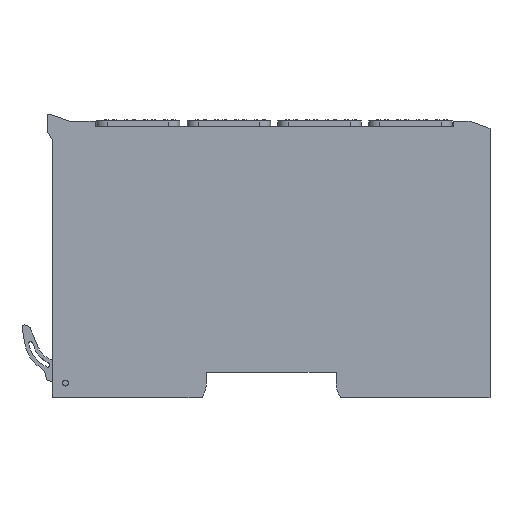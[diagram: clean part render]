
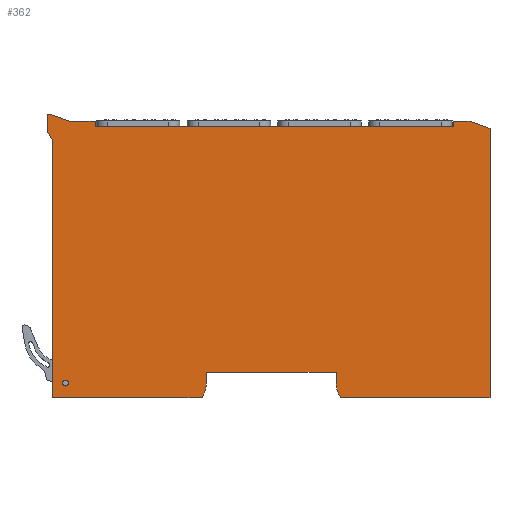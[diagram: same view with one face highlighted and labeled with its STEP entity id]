
A CAD part, left-side view. The second image highlights one B-rep face of the part: STEP entity #362.
In plain terms, the highlighted planar face has unit normal (-1, 0, 0).
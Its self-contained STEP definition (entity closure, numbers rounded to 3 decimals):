
#61=AXIS2_PLACEMENT_3D('Circle Axis2P3D',#59,#60,$) ;
#86=AXIS2_PLACEMENT_3D('Circle Axis2P3D',#84,#85,$) ;
#174=AXIS2_PLACEMENT_3D('Plane Axis2P3D',#171,#172,#173) ;
#276=AXIS2_PLACEMENT_3D('Circle Axis2P3D',#274,#275,$) ;
#304=AXIS2_PLACEMENT_3D('Circle Axis2P3D',#302,#303,$) ;
#42=CARTESIAN_POINT('Vertex',(0.,115.2,4.)) ;
#56=CARTESIAN_POINT('Vertex',(0.,116.8,4.)) ;
#59=CARTESIAN_POINT('Axis2P3D Location',(0.,116.,4.)) ;
#84=CARTESIAN_POINT('Axis2P3D Location',(0.,116.,4.)) ;
#171=CARTESIAN_POINT('Axis2P3D Location',(0.,0.,75.55)) ;
#176=CARTESIAN_POINT('Line Origine',(0.,10.,74.8)) ;
#180=CARTESIAN_POINT('Vertex',(0.,10.,75.55)) ;
#182=CARTESIAN_POINT('Vertex',(0.,10.,74.05)) ;
#185=CARTESIAN_POINT('Line Origine',(0.,58.95,74.05)) ;
#189=CARTESIAN_POINT('Vertex',(0.,107.9,74.05)) ;
#192=CARTESIAN_POINT('Line Origine',(0.,107.9,74.8)) ;
#196=CARTESIAN_POINT('Vertex',(0.,107.9,75.55)) ;
#199=CARTESIAN_POINT('Line Origine',(0.,111.405,75.55)) ;
#203=CARTESIAN_POINT('Vertex',(0.,114.91,75.55)) ;
#206=CARTESIAN_POINT('Line Origine',(0.,117.52,76.5)) ;
#210=CARTESIAN_POINT('Vertex',(0.,120.13,77.45)) ;
#213=CARTESIAN_POINT('Line Origine',(0.,120.415,77.45)) ;
#217=CARTESIAN_POINT('Vertex',(0.,120.7,77.45)) ;
#221=CARTESIAN_POINT('Control Point',(0.,121.,77.15)) ;
#222=CARTESIAN_POINT('Control Point',(0.,121.,77.187)) ;
#223=CARTESIAN_POINT('Control Point',(0.,120.994,77.225)) ;
#224=CARTESIAN_POINT('Control Point',(0.,120.982,77.263)) ;
#225=CARTESIAN_POINT('Control Point',(0.,120.947,77.33)) ;
#226=CARTESIAN_POINT('Control Point',(0.,120.894,77.383)) ;
#227=CARTESIAN_POINT('Control Point',(0.,120.861,77.407)) ;
#228=CARTESIAN_POINT('Control Point',(0.,120.811,77.433)) ;
#229=CARTESIAN_POINT('Control Point',(0.,120.756,77.446)) ;
#230=CARTESIAN_POINT('Control Point',(0.,120.737,77.449)) ;
#231=CARTESIAN_POINT('Control Point',(0.,120.719,77.45)) ;
#232=CARTESIAN_POINT('Control Point',(0.,120.7,77.45)) ;
#233=CARTESIAN_POINT('Vertex',(0.,121.,77.15)) ;
#236=CARTESIAN_POINT('Line Origine',(0.,121.,75.089)) ;
#240=CARTESIAN_POINT('Vertex',(0.,121.,73.028)) ;
#244=CARTESIAN_POINT('Control Point',(0.,120.96,72.878)) ;
#245=CARTESIAN_POINT('Control Point',(0.,120.975,72.905)) ;
#246=CARTESIAN_POINT('Control Point',(0.,120.987,72.934)) ;
#247=CARTESIAN_POINT('Control Point',(0.,120.996,72.966)) ;
#248=CARTESIAN_POINT('Control Point',(0.,121.,72.997)) ;
#249=CARTESIAN_POINT('Control Point',(0.,121.,73.028)) ;
#250=CARTESIAN_POINT('Vertex',(0.,120.96,72.878)) ;
#253=CARTESIAN_POINT('Line Origine',(0.,120.23,71.614)) ;
#257=CARTESIAN_POINT('Vertex',(0.,119.5,70.35)) ;
#260=CARTESIAN_POINT('Line Origine',(0.,119.5,35.175)) ;
#264=CARTESIAN_POINT('Vertex',(0.,119.5,0.)) ;
#267=CARTESIAN_POINT('Line Origine',(0.,99.095,0.)) ;
#271=CARTESIAN_POINT('Vertex',(0.,78.69,0.)) ;
#274=CARTESIAN_POINT('Axis2P3D Location',(0.,84.95,4.13)) ;
#278=CARTESIAN_POINT('Vertex',(0.,77.45,4.13)) ;
#281=CARTESIAN_POINT('Line Origine',(0.,77.45,5.565)) ;
#285=CARTESIAN_POINT('Vertex',(0.,77.45,7.)) ;
#288=CARTESIAN_POINT('Line Origine',(0.,59.75,7.)) ;
#292=CARTESIAN_POINT('Vertex',(0.,42.05,7.)) ;
#295=CARTESIAN_POINT('Line Origine',(0.,42.05,5.565)) ;
#299=CARTESIAN_POINT('Vertex',(0.,42.05,4.13)) ;
#302=CARTESIAN_POINT('Axis2P3D Location',(0.,34.55,4.13)) ;
#306=CARTESIAN_POINT('Vertex',(0.,40.81,0.)) ;
#309=CARTESIAN_POINT('Line Origine',(0.,20.405,0.)) ;
#313=CARTESIAN_POINT('Vertex',(0.,0.,0.)) ;
#316=CARTESIAN_POINT('Line Origine',(0.,0.,36.783)) ;
#320=CARTESIAN_POINT('Vertex',(0.,0.,73.566)) ;
#323=CARTESIAN_POINT('Line Origine',(0.,2.725,74.558)) ;
#327=CARTESIAN_POINT('Vertex',(0.,5.45,75.55)) ;
#330=CARTESIAN_POINT('Line Origine',(0.,7.725,75.55)) ;
#60=DIRECTION('Axis2P3D Direction',(-1.,-0.,0.)) ;
#85=DIRECTION('Axis2P3D Direction',(-1.,0.,0.)) ;
#172=DIRECTION('Axis2P3D Direction',(-1.,0.,0.)) ;
#173=DIRECTION('Axis2P3D XDirection',(0.,0.,1.)) ;
#177=DIRECTION('Vector Direction',(0.,0.,-1.)) ;
#186=DIRECTION('Vector Direction',(0.,1.,0.)) ;
#193=DIRECTION('Vector Direction',(0.,0.,1.)) ;
#200=DIRECTION('Vector Direction',(0.,1.,0.)) ;
#207=DIRECTION('Vector Direction',(0.,-0.94,-0.342)) ;
#214=DIRECTION('Vector Direction',(0.,-1.,0.)) ;
#237=DIRECTION('Vector Direction',(0.,0.,1.)) ;
#254=DIRECTION('Vector Direction',(0.,0.5,0.866)) ;
#261=DIRECTION('Vector Direction',(0.,0.,-1.)) ;
#268=DIRECTION('Vector Direction',(0.,1.,0.)) ;
#275=DIRECTION('Axis2P3D Direction',(-1.,0.,0.)) ;
#282=DIRECTION('Vector Direction',(0.,0.,1.)) ;
#289=DIRECTION('Vector Direction',(0.,-1.,0.)) ;
#296=DIRECTION('Vector Direction',(0.,0.,-1.)) ;
#303=DIRECTION('Axis2P3D Direction',(-1.,0.,0.)) ;
#310=DIRECTION('Vector Direction',(0.,1.,0.)) ;
#317=DIRECTION('Vector Direction',(0.,0.,1.)) ;
#324=DIRECTION('Vector Direction',(0.,0.94,0.342)) ;
#331=DIRECTION('Vector Direction',(0.,1.,0.)) ;
#178=VECTOR('Line Direction',#177,1.) ;
#187=VECTOR('Line Direction',#186,1.) ;
#194=VECTOR('Line Direction',#193,1.) ;
#201=VECTOR('Line Direction',#200,1.) ;
#208=VECTOR('Line Direction',#207,1.) ;
#215=VECTOR('Line Direction',#214,1.) ;
#238=VECTOR('Line Direction',#237,1.) ;
#255=VECTOR('Line Direction',#254,1.) ;
#262=VECTOR('Line Direction',#261,1.) ;
#269=VECTOR('Line Direction',#268,1.) ;
#283=VECTOR('Line Direction',#282,1.) ;
#290=VECTOR('Line Direction',#289,1.) ;
#297=VECTOR('Line Direction',#296,1.) ;
#311=VECTOR('Line Direction',#310,1.) ;
#318=VECTOR('Line Direction',#317,1.) ;
#325=VECTOR('Line Direction',#324,1.) ;
#332=VECTOR('Line Direction',#331,1.) ;
#336=ORIENTED_EDGE('',*,*,#184,.T.) ;
#337=ORIENTED_EDGE('',*,*,#191,.T.) ;
#338=ORIENTED_EDGE('',*,*,#198,.T.) ;
#339=ORIENTED_EDGE('',*,*,#205,.T.) ;
#340=ORIENTED_EDGE('',*,*,#212,.F.) ;
#341=ORIENTED_EDGE('',*,*,#219,.F.) ;
#342=ORIENTED_EDGE('',*,*,#235,.F.) ;
#343=ORIENTED_EDGE('',*,*,#242,.F.) ;
#344=ORIENTED_EDGE('',*,*,#252,.F.) ;
#345=ORIENTED_EDGE('',*,*,#259,.F.) ;
#346=ORIENTED_EDGE('',*,*,#266,.T.) ;
#347=ORIENTED_EDGE('',*,*,#273,.F.) ;
#348=ORIENTED_EDGE('',*,*,#280,.T.) ;
#349=ORIENTED_EDGE('',*,*,#287,.T.) ;
#350=ORIENTED_EDGE('',*,*,#294,.T.) ;
#351=ORIENTED_EDGE('',*,*,#301,.T.) ;
#352=ORIENTED_EDGE('',*,*,#308,.T.) ;
#353=ORIENTED_EDGE('',*,*,#315,.F.) ;
#354=ORIENTED_EDGE('',*,*,#322,.T.) ;
#355=ORIENTED_EDGE('',*,*,#329,.T.) ;
#356=ORIENTED_EDGE('',*,*,#334,.T.) ;
#359=ORIENTED_EDGE('',*,*,#88,.T.) ;
#360=ORIENTED_EDGE('',*,*,#63,.T.) ;
#361=FACE_BOUND('',#358,.T.) ;
#362=ADVANCED_FACE('1315420000.1\\1',(#357,#361),#175,.T.) ;
#220=B_SPLINE_CURVE_WITH_KNOTS('',5,(#221,#222,#223,#224,#225,#226,#227,#228,#229,#230,#231,#232),.UNSPECIFIED.,.F.,.U.,(6,3,3,6),(0.,0.265,0.531,0.664),.UNSPECIFIED.) ;
#243=B_SPLINE_CURVE_WITH_KNOTS('',5,(#244,#245,#246,#247,#248,#249),.UNSPECIFIED.,.F.,.U.,(6,6),(0.,0.222),.UNSPECIFIED.) ;
#62=CIRCLE('generated circle',#61,0.8) ;
#87=CIRCLE('generated circle',#86,0.8) ;
#277=CIRCLE('generated circle',#276,7.5) ;
#305=CIRCLE('generated circle',#304,7.5) ;
#63=EDGE_CURVE('',#43,#57,#62,.F.) ;
#88=EDGE_CURVE('',#57,#43,#87,.F.) ;
#184=EDGE_CURVE('',#181,#183,#179,.T.) ;
#191=EDGE_CURVE('',#183,#190,#188,.T.) ;
#198=EDGE_CURVE('',#190,#197,#195,.T.) ;
#205=EDGE_CURVE('',#197,#204,#202,.T.) ;
#212=EDGE_CURVE('',#211,#204,#209,.T.) ;
#219=EDGE_CURVE('',#218,#211,#216,.T.) ;
#235=EDGE_CURVE('',#234,#218,#220,.T.) ;
#242=EDGE_CURVE('',#241,#234,#239,.T.) ;
#252=EDGE_CURVE('',#251,#241,#243,.T.) ;
#259=EDGE_CURVE('',#258,#251,#256,.T.) ;
#266=EDGE_CURVE('',#258,#265,#263,.T.) ;
#273=EDGE_CURVE('',#272,#265,#270,.T.) ;
#280=EDGE_CURVE('',#272,#279,#277,.T.) ;
#287=EDGE_CURVE('',#279,#286,#284,.T.) ;
#294=EDGE_CURVE('',#286,#293,#291,.T.) ;
#301=EDGE_CURVE('',#293,#300,#298,.T.) ;
#308=EDGE_CURVE('',#300,#307,#305,.T.) ;
#315=EDGE_CURVE('',#314,#307,#312,.T.) ;
#322=EDGE_CURVE('',#314,#321,#319,.T.) ;
#329=EDGE_CURVE('',#321,#328,#326,.T.) ;
#334=EDGE_CURVE('',#328,#181,#333,.T.) ;
#335=EDGE_LOOP('',(#336,#337,#338,#339,#340,#341,#342,#343,#344,#345,#346,#347,#348,#349,#350,#351,#352,#353,#354,#355,#356)) ;
#358=EDGE_LOOP('',(#359,#360)) ;
#357=FACE_OUTER_BOUND('',#335,.T.) ;
#179=LINE('Line',#176,#178) ;
#188=LINE('Line',#185,#187) ;
#195=LINE('Line',#192,#194) ;
#202=LINE('Line',#199,#201) ;
#209=LINE('Line',#206,#208) ;
#216=LINE('Line',#213,#215) ;
#239=LINE('Line',#236,#238) ;
#256=LINE('Line',#253,#255) ;
#263=LINE('Line',#260,#262) ;
#270=LINE('Line',#267,#269) ;
#284=LINE('Line',#281,#283) ;
#291=LINE('Line',#288,#290) ;
#298=LINE('Line',#295,#297) ;
#312=LINE('Line',#309,#311) ;
#319=LINE('Line',#316,#318) ;
#326=LINE('Line',#323,#325) ;
#333=LINE('Line',#330,#332) ;
#175=PLANE('',#174) ;
#43=VERTEX_POINT('',#42) ;
#57=VERTEX_POINT('',#56) ;
#181=VERTEX_POINT('',#180) ;
#183=VERTEX_POINT('',#182) ;
#190=VERTEX_POINT('',#189) ;
#197=VERTEX_POINT('',#196) ;
#204=VERTEX_POINT('',#203) ;
#211=VERTEX_POINT('',#210) ;
#218=VERTEX_POINT('',#217) ;
#234=VERTEX_POINT('',#233) ;
#241=VERTEX_POINT('',#240) ;
#251=VERTEX_POINT('',#250) ;
#258=VERTEX_POINT('',#257) ;
#265=VERTEX_POINT('',#264) ;
#272=VERTEX_POINT('',#271) ;
#279=VERTEX_POINT('',#278) ;
#286=VERTEX_POINT('',#285) ;
#293=VERTEX_POINT('',#292) ;
#300=VERTEX_POINT('',#299) ;
#307=VERTEX_POINT('',#306) ;
#314=VERTEX_POINT('',#313) ;
#321=VERTEX_POINT('',#320) ;
#328=VERTEX_POINT('',#327) ;
